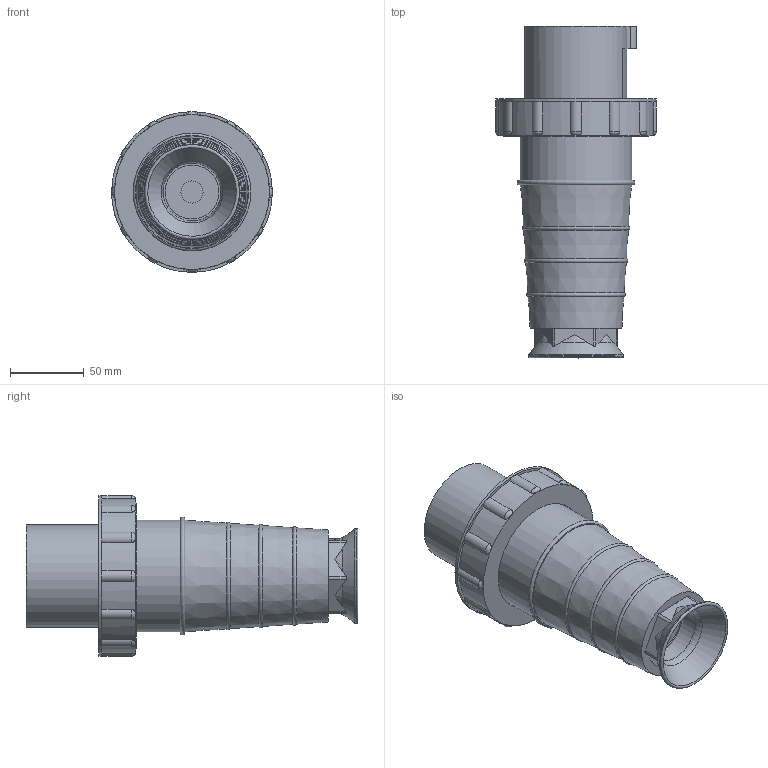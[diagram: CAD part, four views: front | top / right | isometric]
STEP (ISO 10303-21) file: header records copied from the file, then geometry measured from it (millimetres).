
FILE_DESCRIPTION (( 'STEP AP203' ), '1' );
FILE_NAME ('ps-035-63-380.ÃÌ Âèëêà ïåðåíîñíàÿ 035 3Ð+ÐÅ+N 63À 380Â IP67 EKF.STEP', '2025-09-30T08:16:05', ( '' ), ( '' ), 'SwSTEP 2.0', 'SolidWorks 2021', '' );
FILE_SCHEMA (( 'CONFIG_CONTROL_DESIGN' ));
Length unit declared in the file: millimetre
Products named in the file (7): øàéáà äëÿ âèëêè_00; ps-035-63-380.ÃÌ Âèëêà ïåðåíîñíàÿ 035 3Ð+ÐÅ+N 63À 380Â IP67 EKF; ïðîêëàäêà âèëêè_00; Ïðèæèìíîå êîëüöî_00; ðåçèíîâàÿ ïðîêëàäêà_00; 雞碭踆00; âèëêà îãðîìíàÿ_00
Assembly tree (6 placements, depth 2):
  ps-035-63-380.ÃÌ Âèëêà ïåðåíîñíàÿ 035 3Ð+ÐÅ+N 63À 380Â IP67 EKF
    âèëêà îãðîìíàÿ_00
    雞碭踆00
    Ïðèæèìíîå êîëüöî_00
    ïðîêëàäêà âèëêè_00
    øàéáà äëÿ âèëêè_00
    ðåçèíîâàÿ ïðîêëàäêà_00
Bounding box: 109 x 224.75 x 109 mm (x, y, z)
Volume: 665635.3 mm3; surface area: 134927.2 mm2
Topology: 6 solids, 6 shells, 172 faces, 408 edges, 261 vertices
Faces by surface type: plane 73, cylinder 60, torus 32, cone 6, sphere 1
Full cylindrical faces by diameter (mm): 5.8 x1, 7.9 x4, 10 x1, 12 x4, 15 x1, 36.6 x1, 39.3 x1, 40.5 x1, 43.5 x1, 45.1 x1, 47.25 x1, 49 x1, 63 x1, 64.25 x1, 75.85 x1, 77 x1, 97 x1, 105 x1, 109 x1
Entity records: 5939 total; most frequent: CARTESIAN_POINT 1371, DIRECTION 856, ORIENTED_EDGE 704, AXIS2_PLACEMENT_3D 365, EDGE_CURVE 352, VERTEX_POINT 252, EDGE_LOOP 242, FACE_OUTER_BOUND 211
